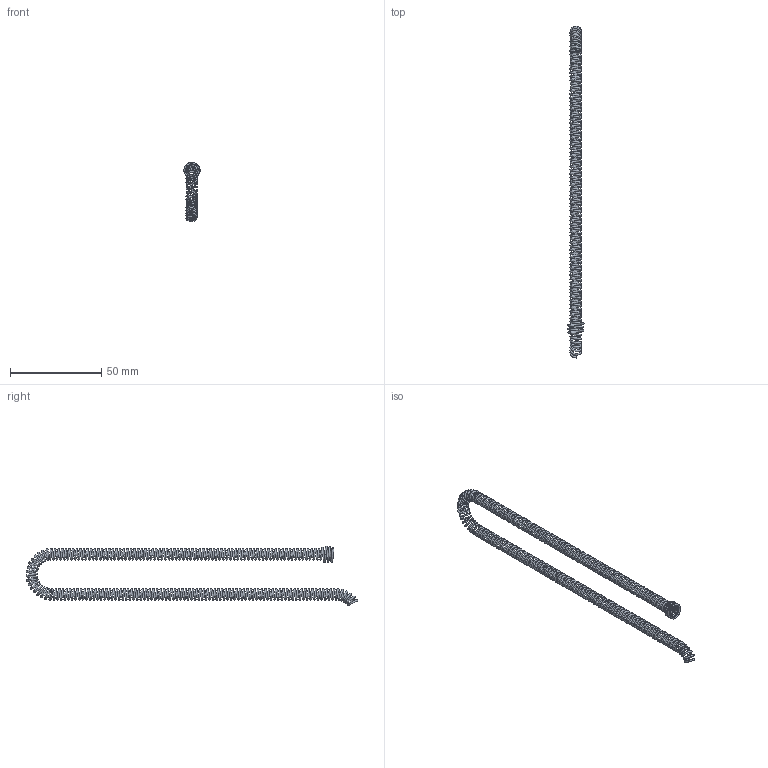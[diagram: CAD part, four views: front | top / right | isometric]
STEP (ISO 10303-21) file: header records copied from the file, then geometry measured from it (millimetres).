
FILE_DESCRIPTION(/* description */ (''),/* implementation_level */ '2;1');
FILE_NAME(/* name */ 'LC MIXER COIL- 2 BENDS.stp',/* time_stamp */ '2021-10-08T16:04:22-04:00',/* author */ ('jweaver'),/* organization */ (''),/* preprocessor_version */ 'ST-DEVELOPER v18.1',/* originating_system */ 'Autodesk Inventor 2021',/* authorisation */ '');
FILE_SCHEMA (('AUTOMOTIVE_DESIGN { 1 0 10303 214 3 1 1 }'));
Products named in the file (1): LC MIXER COIL- 2 BENDS
Bounding box: 8.88 x 181.9 x 32.45 mm (x, y, z)
Volume: 1623.5 mm3; surface area: 8065.5 mm2
Topology: 1 solids, 1 shells, 12 faces, 33 edges, 23 vertices
Faces by surface type: bspline 8, plane 3, cone 1
Entity records: 30498 total; most frequent: CARTESIAN_POINT 30184, ORIENTED_EDGE 66, DIRECTION 44, EDGE_CURVE 33, VERTEX_POINT 23, AXIS2_PLACEMENT_3D 22, CIRCLE 17, B_SPLINE_CURVE_WITH_KNOTS 16
